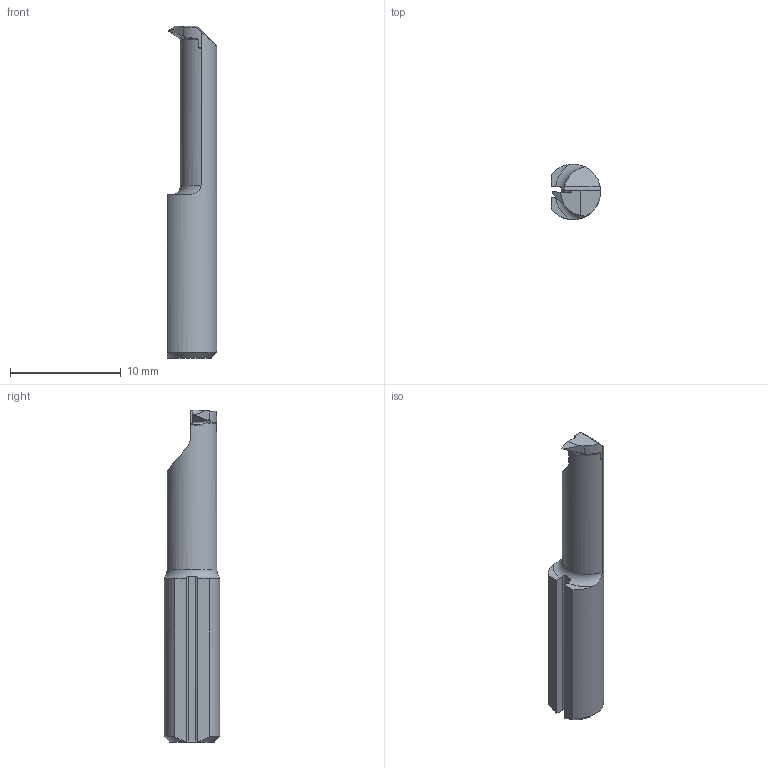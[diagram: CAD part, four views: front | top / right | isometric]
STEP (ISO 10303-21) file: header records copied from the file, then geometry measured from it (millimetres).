
FILE_DESCRIPTION (( 'STEP AP203' ), '1' );
FILE_NAME ('L005.3240-15.step', '2024-02-13T09:03:33', ( '' ), ( '' ), 'SwSTEP 2.0', 'SolidWorks 2022', '' );
FILE_SCHEMA (( 'CONFIG_CONTROL_DESIGN' ));
Length unit declared in the file: millimetre
Products named in the file (1): L005.3240-15
Bounding box: 4.45 x 5 x 30 mm (x, y, z)
Volume: 403.1 mm3; surface area: 449.5 mm2
Topology: 1 solids, 1 shells, 34 faces, 94 edges, 62 vertices
Faces by surface type: plane 19, cylinder 9, torus 4, cone 1, bspline 1
Entity records: 1263 total; most frequent: CARTESIAN_POINT 386, ORIENTED_EDGE 188, DIRECTION 141, EDGE_CURVE 94, VERTEX_POINT 62, AXIS2_PLACEMENT_3D 49, LINE 43, VECTOR 43
